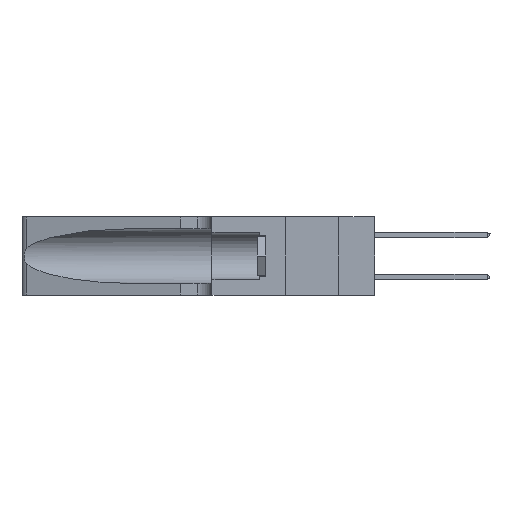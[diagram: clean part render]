
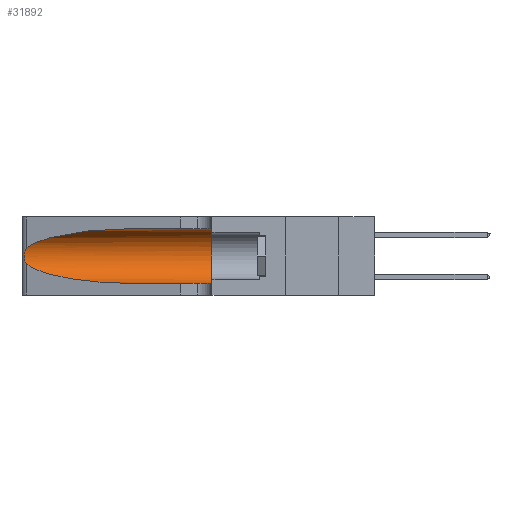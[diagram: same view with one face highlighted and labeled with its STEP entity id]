
A CAD part, left-side view. The second image highlights one B-rep face of the part: STEP entity #31892.
In plain terms, the highlighted cylindrical face has radius 3.308 mm (diameter 6.617 mm), a partial arc.
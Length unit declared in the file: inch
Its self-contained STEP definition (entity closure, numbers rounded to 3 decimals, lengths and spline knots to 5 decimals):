
#259 = CARTESIAN_POINT ( 'NONE',  ( 0.26075, 1.23896, 0.178 ) ) ;
#1312 = AXIS2_PLACEMENT_3D ( 'NONE', #28122, #7301, #12727 ) ;
#1313 = VECTOR ( 'NONE', #23416, 39.37008 ) ;
#1871 = EDGE_CURVE ( 'NONE', #20117, #30401, #25896, .T. ) ;
#2020 = VERTEX_POINT ( 'NONE', #19974 ) ;
#2368 = FACE_OUTER_BOUND ( 'NONE', #5669, .T. ) ;
#2538 = CARTESIAN_POINT ( 'NONE',  ( 0.1305, 1.61858, 0.05475 ) ) ;
#2828 = EDGE_CURVE ( 'NONE', #2020, #23771, #11798, .T. ) ;
#3037 = CARTESIAN_POINT ( 'NONE',  ( 0.26075, 1.23896, 0.19203 ) ) ;
#4249 = CARTESIAN_POINT ( 'NONE',  ( 0.25639, 1.23184, 0.21858 ) ) ;
#4302 = CARTESIAN_POINT ( 'NONE',  ( 0.18966, 0.96281, 0.31525 ) ) ;
#4417 = EDGE_CURVE ( 'NONE', #20117, #13837, #30617, .T. ) ;
#4435 = ORIENTED_EDGE ( 'NONE', *, *, #27725, .T. ) ;
#5669 = EDGE_LOOP ( 'NONE', ( #30252, #18884, #4435, #22448, #5904, #13151 ) ) ;
#5904 = ORIENTED_EDGE ( 'NONE', *, *, #33143, .F. ) ;
#6241 = CARTESIAN_POINT ( 'NONE',  ( 0.26018, 1.23835, 0.19895 ) ) ;
#7104 = CARTESIAN_POINT ( 'NONE',  ( 0.18966, 0.96281, 0.05475 ) ) ;
#7301 = DIRECTION ( 'NONE',  ( 0., 1., 0. ) ) ;
#7451 = CARTESIAN_POINT ( 'NONE',  ( 0.2373, 1.15595, 0.08982 ) ) ;
#7680 = CARTESIAN_POINT ( 'NONE',  ( 0.25487, 1.22718, 0.22369 ) ) ;
#9508 = DIRECTION ( 'NONE',  ( 0., -1., 0. ) ) ;
#11622 = DIRECTION ( 'NONE',  ( 0., -1., 0. ) ) ;
#11798 = LINE ( 'NONE', #2538, #1313 ) ;
#12427 = CARTESIAN_POINT ( 'NONE',  ( 0.1305, 0.72297, 0.05475 ) ) ;
#12679 = CARTESIAN_POINT ( 'NONE',  ( 0.25856, 1.23593, 0.16098 ) ) ;
#12727 = DIRECTION ( 'NONE',  ( 0., 0., 1. ) ) ;
#13151 = ORIENTED_EDGE ( 'NONE', *, *, #1871, .F. ) ;
#13837 = VERTEX_POINT ( 'NONE', #7680 ) ;
#14876 = CARTESIAN_POINT ( 'NONE',  ( 0.25487, 1.22718, 0.14631 ) ) ;
#15250 = CARTESIAN_POINT ( 'NONE',  ( 0.25639, 1.23186, 0.15144 ) ) ;
#15254 = DIRECTION ( 'NONE',  ( 0., 0., -1. ) ) ;
#15420 = EDGE_CURVE ( 'NONE', #13837, #31805, #19584, .T. ) ;
#16708 = AXIS2_PLACEMENT_3D ( 'NONE', #22545, #9508, #15254 ) ;
#18884 = ORIENTED_EDGE ( 'NONE', *, *, #15420, .T. ) ;
#19584 = B_SPLINE_CURVE_WITH_KNOTS ( 'NONE', 3,
 ( #29901, #32534, #4249, #22230, #25982, #6241, #3037, #259, #24369, #12679, #31007, #15250, #20185, #20412 ),
 .UNSPECIFIED., .F., .F.,
 ( 4, 2, 2, 2, 2, 2, 4 ),
 ( 0., 0.00027, 0.00053, 0.00107, 0.0016, 0.00187, 0.00214 ),
 .UNSPECIFIED. ) ;
#19974 = CARTESIAN_POINT ( 'NONE',  ( 0.1305, 0.72297, 0.05475 ) ) ;
#20117 = VERTEX_POINT ( 'NONE', #27547 ) ;
#20185 = CARTESIAN_POINT ( 'NONE',  ( 0.25555, 1.22993, 0.14849 ) ) ;
#20412 = CARTESIAN_POINT ( 'NONE',  ( 0.25487, 1.22718, 0.14631 ) ) ;
#22230 = CARTESIAN_POINT ( 'NONE',  ( 0.25787, 1.23484, 0.2124 ) ) ;
#22448 = ORIENTED_EDGE ( 'NONE', *, *, #2828, .T. ) ;
#22545 = CARTESIAN_POINT ( 'NONE',  ( 0.1305, 1.61858, 0.185 ) ) ;
#22715 = VECTOR ( 'NONE', #11622, 39.37008 ) ;
#23416 = DIRECTION ( 'NONE',  ( 0., -1., 0. ) ) ;
#23771 = VERTEX_POINT ( 'NONE', #29509 ) ;
#24369 = CARTESIAN_POINT ( 'NONE',  ( 0.26017, 1.23833, 0.17102 ) ) ;
#25349 = CARTESIAN_POINT ( 'NONE',  ( 0.25487, 1.22718, 0.14631 ) ) ;
#25896 = LINE ( 'NONE', #26973, #22715 ) ;
#25982 = CARTESIAN_POINT ( 'NONE',  ( 0.25854, 1.2359, 0.20912 ) ) ;
#26555 =( BOUNDED_CURVE ( )  B_SPLINE_CURVE ( 3, ( #14876, #7451, #7104, #12427 ),
 .UNSPECIFIED., .F., .F. ) 
 B_SPLINE_CURVE_WITH_KNOTS ( ( 4, 4 ),
 ( 3.44316, 4.71239 ),
 .UNSPECIFIED. ) 
 CURVE ( )  GEOMETRIC_REPRESENTATION_ITEM ( )  RATIONAL_B_SPLINE_CURVE ( ( 1., 0.87, 0.87, 1. ) ) 
 REPRESENTATION_ITEM ( '' )  );
#26973 = CARTESIAN_POINT ( 'NONE',  ( 0.1305, 1.61858, 0.31525 ) ) ;
#27547 = CARTESIAN_POINT ( 'NONE',  ( 0.1305, 0.72297, 0.31525 ) ) ;
#27725 = EDGE_CURVE ( 'NONE', #31805, #2020, #26555, .T. ) ;
#28122 = CARTESIAN_POINT ( 'NONE',  ( 0.1305, 0.35, 0.185 ) ) ;
#28722 = CARTESIAN_POINT ( 'NONE',  ( 0.1305, 0.72297, 0.31525 ) ) ;
#29387 = CARTESIAN_POINT ( 'NONE',  ( 0.2373, 1.15595, 0.28018 ) ) ;
#29509 = CARTESIAN_POINT ( 'NONE',  ( 0.1305, 0.35, 0.05475 ) ) ;
#29901 = CARTESIAN_POINT ( 'NONE',  ( 0.25487, 1.22718, 0.22369 ) ) ;
#30252 = ORIENTED_EDGE ( 'NONE', *, *, #4417, .T. ) ;
#30401 = VERTEX_POINT ( 'NONE', #31411 ) ;
#30528 = CIRCLE ( 'NONE', #1312, 0.13025 ) ;
#30617 =( BOUNDED_CURVE ( )  B_SPLINE_CURVE ( 3, ( #28722, #4302, #29387, #31895 ),
 .UNSPECIFIED., .F., .F. ) 
 B_SPLINE_CURVE_WITH_KNOTS ( ( 4, 4 ),
 ( 1.5708, 2.84003 ),
 .UNSPECIFIED. ) 
 CURVE ( )  GEOMETRIC_REPRESENTATION_ITEM ( )  RATIONAL_B_SPLINE_CURVE ( ( 1., 0.87, 0.87, 1. ) ) 
 REPRESENTATION_ITEM ( '' )  );
#31007 = CARTESIAN_POINT ( 'NONE',  ( 0.25789, 1.23486, 0.15765 ) ) ;
#31411 = CARTESIAN_POINT ( 'NONE',  ( 0.1305, 0.35, 0.31525 ) ) ;
#31805 = VERTEX_POINT ( 'NONE', #25349 ) ;
#31892 = ADVANCED_FACE ( 'NONE', ( #2368 ), #32576, .F. ) ;
#31895 = CARTESIAN_POINT ( 'NONE',  ( 0.25487, 1.22718, 0.22369 ) ) ;
#32534 = CARTESIAN_POINT ( 'NONE',  ( 0.25555, 1.22994, 0.2215 ) ) ;
#32576 = CYLINDRICAL_SURFACE ( 'NONE', #16708, 0.13025 ) ;
#33143 = EDGE_CURVE ( 'NONE', #30401, #23771, #30528, .T. ) ;
